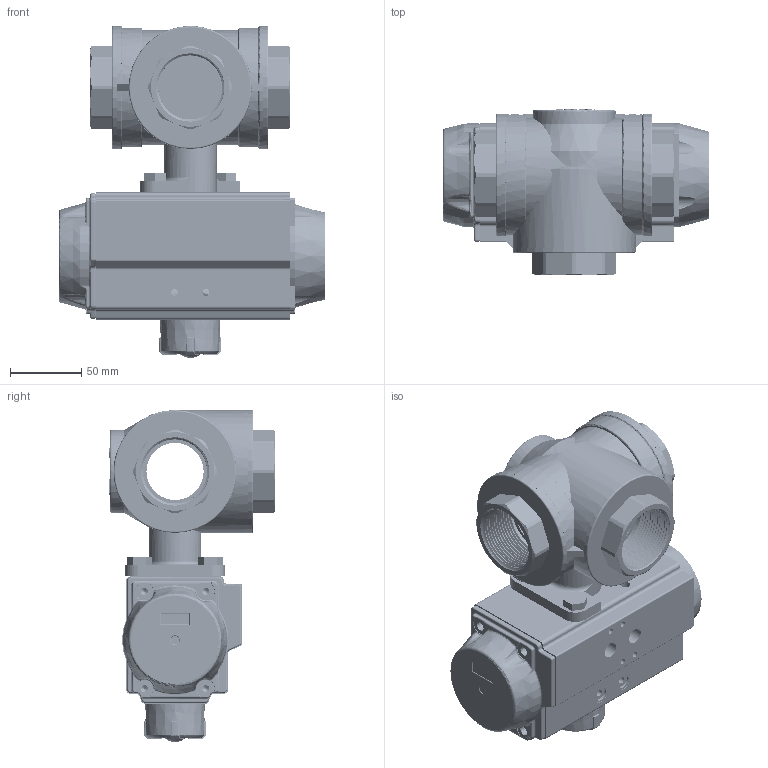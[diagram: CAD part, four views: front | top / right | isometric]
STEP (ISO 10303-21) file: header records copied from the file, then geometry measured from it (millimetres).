
FILE_DESCRIPTION(/* description */ ('Unknown'),/* implementation_level */ '2;1');
FILE_NAME(/* name */ 'PD03 0837_0838-08',/* time_stamp */ '2025-03-24T12:28:04+01:00',/* author */ ('Unknown'),/* organization */ ('Unknown'),/* preprocessor_version */ 'ST-DEVELOPER v19.4',/* originating_system */ 'Solid Edge',/* authorisation */ 'Unknown');
FILE_SCHEMA (('AP242_MANAGED_MODEL_BASED_3D_ENGINEERING_MIM_LF { 1 0 10303 442 3 1 4 }','AUTOMOTIVE_DESIGN {1 0 10303 214 3 1 1}'));
Products named in the file (16): PD03 0837_0838-08; PD03_PE02; vt65-2016-06-25; Optische Anzeige; ______; ________(___________; cup head nib bolts with large head gb_GB_FASTENER_BOLT_CHNBW M6X25-N; ____65______ ______; VT65_____________MIR; zhou65; VTE65____; 2.330_335.040; 351-08-002; 351-08-005; 351-08-001; M8x20
Assembly tree (23 placements, depth 4):
  PD03 0837_0838-08
    PD03_PE02
      vt65-2016-06-25
      Optische Anzeige
        ______
        ________(___________  x4
        cup head nib bolts with large head gb_GB_FASTENER_BOLT_CHNBW M6X25-N
      ____65______ ______  x2
      VT65_____________MIR
      zhou65
      VTE65____
    2.330_335.040
      351-08-002  x3
      351-08-005
      351-08-001
    M8x20  x3
Bounding box: 186.5 x 116.25 x 232.31 mm (x, y, z)
Volume: 1118348.4 mm3; surface area: 375599.5 mm2
Topology: 20 solids, 20 shells, 3175 faces, 8417 edges, 5398 vertices
Faces by surface type: plane 1336, cylinder 854, bspline 506, torus 272, cone 173, sphere 34
Full cylindrical faces by diameter (mm): 3 x16, 3.3 x8, 4.134 x8, 4.66 x1, 4.917 x15, 5 x1, 6 x1, 6.2 x1, 6.5 x4, 6.647 x4, 7 x19, 8 x3, 8.5 x1, 9 x3, 10 x8, 11 x1, 11.4 x1, 11.445 x2, 12 x1, 12.5 x2, 12.9 x1, 13 x2, 14 x5, 15 x1, 16.2 x18, 16.4 x2, 17 x2, 20 x2, 21 x4, 22.5 x1
Entity records: 103697 total; most frequent: CARTESIAN_POINT 47383, ORIENTED_EDGE 12248, DIRECTION 10410, EDGE_CURVE 6124, VERTEX_POINT 4165, AXIS2_PLACEMENT_3D 3819, FACE_BOUND 2867, EDGE_LOOP 2846
